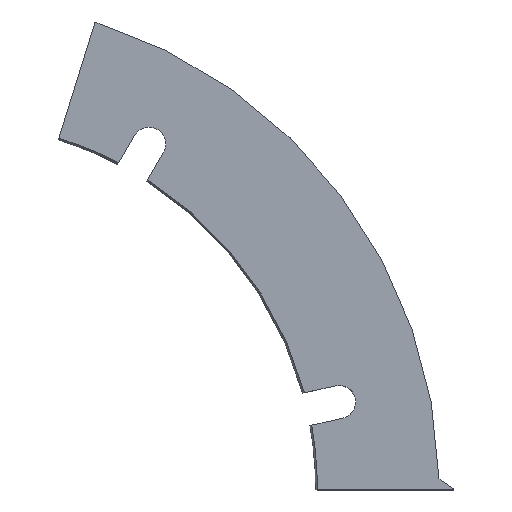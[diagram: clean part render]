
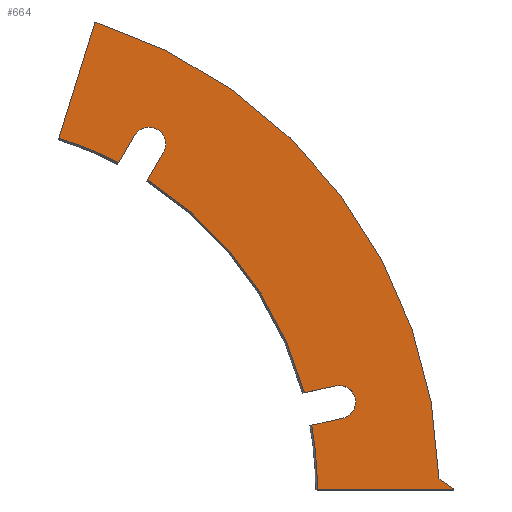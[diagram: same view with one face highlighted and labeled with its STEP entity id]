
A CAD part, top view. The second image highlights one B-rep face of the part: STEP entity #664.
In plain terms, the highlighted planar face has unit normal (0, 0, 1).
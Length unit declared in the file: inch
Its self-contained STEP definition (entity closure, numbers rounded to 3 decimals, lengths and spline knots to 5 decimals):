
#4 = DIRECTION ( 'NONE',  ( 0., 0., -1. ) ) ;
#5 = CARTESIAN_POINT ( 'NONE',  ( 6.61561, 1.4908, 0. ) ) ;
#14 = EDGE_CURVE ( 'NONE', #523, #427, #439, .T. ) ;
#15 = VECTOR ( 'NONE', #174, 39.37008 ) ;
#23 = CARTESIAN_POINT ( 'NONE',  ( 6.89689, 1.4908, 0. ) ) ;
#33 = LINE ( 'NONE', #37, #15 ) ;
#34 = DIRECTION ( 'NONE',  ( 1., 0., 0. ) ) ;
#37 = CARTESIAN_POINT ( 'NONE',  ( 8.563, 0.018, 0. ) ) ;
#38 = EDGE_CURVE ( 'NONE', #188, #670, #365, .T. ) ;
#42 = DIRECTION ( 'NONE',  ( 1., 0., 0. ) ) ;
#45 = DIRECTION ( 'NONE',  ( 0., -1., 0. ) ) ;
#48 = CARTESIAN_POINT ( 'NONE',  ( 8.563, 0.018, 0. ) ) ;
#56 = LINE ( 'NONE', #317, #245 ) ;
#60 = CIRCLE ( 'NONE', #772, 0.28128 ) ;
#62 = ORIENTED_EDGE ( 'NONE', *, *, #874, .F. ) ;
#63 = CARTESIAN_POINT ( 'NONE',  ( 2.88206, 5.54583, 0. ) ) ;
#94 = CIRCLE ( 'NONE', #520, 0.28128 ) ;
#96 = ORIENTED_EDGE ( 'NONE', *, *, #444, .T. ) ;
#97 = VERTEX_POINT ( 'NONE', #414 ) ;
#109 = EDGE_CURVE ( 'NONE', #169, #715, #94, .T. ) ;
#112 = DIRECTION ( 'NONE',  ( -0.976, -0.22, 0. ) ) ;
#127 = DIRECTION ( 'NONE',  ( 1., 0., 0. ) ) ;
#136 = CARTESIAN_POINT ( 'NONE',  ( 6.55377, 1.7652, 0. ) ) ;
#137 = CIRCLE ( 'NONE', #319, 6.25 ) ;
#143 = DIRECTION ( 'NONE',  ( 0., 0., 1. ) ) ;
#155 = ORIENTED_EDGE ( 'NONE', *, *, #624, .F. ) ;
#158 = DIRECTION ( 'NONE',  ( 0., 0., -1. ) ) ;
#161 = DIRECTION ( 'NONE',  ( -0.501, -0.866, 0. ) ) ;
#169 = VERTEX_POINT ( 'NONE', #408 ) ;
#174 = DIRECTION ( 'NONE',  ( -0.829, 0.559, 0. ) ) ;
#184 = LINE ( 'NONE', #48, #403 ) ;
#185 = ORIENTED_EDGE ( 'NONE', *, *, #206, .T. ) ;
#188 = VERTEX_POINT ( 'NONE', #890 ) ;
#190 = ORIENTED_EDGE ( 'NONE', *, *, #269, .F. ) ;
#193 = CARTESIAN_POINT ( 'NONE',  ( 6.67744, 1.2164, 0. ) ) ;
#200 = ORIENTED_EDGE ( 'NONE', *, *, #363, .T. ) ;
#201 = DIRECTION ( 'NONE',  ( 0., 0., 1. ) ) ;
#203 = EDGE_CURVE ( 'NONE', #910, #554, #736, .T. ) ;
#206 = EDGE_CURVE ( 'NONE', #227, #453, #336, .T. ) ;
#212 = CARTESIAN_POINT ( 'NONE',  ( 0., 0., 0. ) ) ;
#222 = AXIS2_PLACEMENT_3D ( 'NONE', #341, #201, #42 ) ;
#227 = VERTEX_POINT ( 'NONE', #471 ) ;
#238 = AXIS2_PLACEMENT_3D ( 'NONE', #675, #669, #34 ) ;
#242 = ORIENTED_EDGE ( 'NONE', *, *, #14, .T. ) ;
#245 = VECTOR ( 'NONE', #407, 39.37008 ) ;
#249 = DIRECTION ( 'NONE',  ( 1., 0., 0. ) ) ;
#252 = ORIENTED_EDGE ( 'NONE', *, *, #38, .T. ) ;
#255 = DIRECTION ( 'NONE',  ( 0., 0., 1. ) ) ;
#269 = EDGE_CURVE ( 'NONE', #97, #554, #184, .T. ) ;
#271 = VERTEX_POINT ( 'NONE', #810 ) ;
#274 = DIRECTION ( 'NONE',  ( 0., 0., 1. ) ) ;
#276 = CARTESIAN_POINT ( 'NONE',  ( 6.0291, 1.64696, 0. ) ) ;
#283 = EDGE_CURVE ( 'NONE', #227, #509, #808, .T. ) ;
#305 = ORIENTED_EDGE ( 'NONE', *, *, #834, .T. ) ;
#307 = CIRCLE ( 'NONE', #881, 6.25 ) ;
#317 = CARTESIAN_POINT ( 'NONE',  ( 6.55377, 1.7652, 0. ) ) ;
#319 = AXIS2_PLACEMENT_3D ( 'NONE', #212, #4, #497 ) ;
#324 = EDGE_CURVE ( 'NONE', #97, #188, #33, .T. ) ;
#325 = LINE ( 'NONE', #748, #526 ) ;
#331 = CARTESIAN_POINT ( 'NONE',  ( 6.61561, 1.4908, 0. ) ) ;
#334 = CARTESIAN_POINT ( 'NONE',  ( 0., 0., 0. ) ) ;
#335 = DIRECTION ( 'NONE',  ( 0.298, 0.955, 0. ) ) ;
#336 = LINE ( 'NONE', #193, #908 ) ;
#338 = VECTOR ( 'NONE', #353, 39.37008 ) ;
#341 = CARTESIAN_POINT ( 'NONE',  ( 3.39474, 5.87065, 0. ) ) ;
#346 = EDGE_CURVE ( 'NONE', #271, #670, #325, .T. ) ;
#353 = DIRECTION ( 'NONE',  ( -0.501, -0.866, 0. ) ) ;
#363 = EDGE_CURVE ( 'NONE', #169, #523, #619, .T. ) ;
#365 = CIRCLE ( 'NONE', #479, 8.313 ) ;
#373 = AXIS2_PLACEMENT_3D ( 'NONE', #334, #411, #762 ) ;
#392 = VECTOR ( 'NONE', #249, 39.37008 ) ;
#403 = VECTOR ( 'NONE', #45, 39.37008 ) ;
#407 = DIRECTION ( 'NONE',  ( -0.976, -0.22, 0. ) ) ;
#408 = CARTESIAN_POINT ( 'NONE',  ( 3.63824, 5.72984, 0. ) ) ;
#411 = DIRECTION ( 'NONE',  ( 0., 0., 1. ) ) ;
#414 = CARTESIAN_POINT ( 'NONE',  ( 8.563, 0.018, 0. ) ) ;
#416 = VERTEX_POINT ( 'NONE', #136 ) ;
#424 = VERTEX_POINT ( 'NONE', #63 ) ;
#427 = VERTEX_POINT ( 'NONE', #276 ) ;
#430 = CARTESIAN_POINT ( 'NONE',  ( 6.25, 0., 0. ) ) ;
#435 = LINE ( 'NONE', #443, #646 ) ;
#439 = CIRCLE ( 'NONE', #238, 6.25 ) ;
#443 = CARTESIAN_POINT ( 'NONE',  ( 3.14837, 6.00637, 0. ) ) ;
#444 = EDGE_CURVE ( 'NONE', #271, #424, #137, .T. ) ;
#445 = ORIENTED_EDGE ( 'NONE', *, *, #109, .F. ) ;
#453 = VERTEX_POINT ( 'NONE', #780 ) ;
#471 = CARTESIAN_POINT ( 'NONE',  ( 6.67744, 1.2164, 0. ) ) ;
#479 = AXIS2_PLACEMENT_3D ( 'NONE', #892, #255, #538 ) ;
#485 = CARTESIAN_POINT ( 'NONE',  ( 3.14837, 6.00637, 0. ) ) ;
#497 = DIRECTION ( 'NONE',  ( 1., 0., 0. ) ) ;
#509 = VERTEX_POINT ( 'NONE', #23 ) ;
#520 = AXIS2_PLACEMENT_3D ( 'NONE', #557, #274, #127 ) ;
#523 = VERTEX_POINT ( 'NONE', #787 ) ;
#526 = VECTOR ( 'NONE', #335, 39.37008 ) ;
#538 = DIRECTION ( 'NONE',  ( 1., 0., 0. ) ) ;
#550 = DIRECTION ( 'NONE',  ( 1., 0., 0. ) ) ;
#554 = VERTEX_POINT ( 'NONE', #855 ) ;
#557 = CARTESIAN_POINT ( 'NONE',  ( 3.39474, 5.87065, 0. ) ) ;
#568 = CARTESIAN_POINT ( 'NONE',  ( 0., 0., 0. ) ) ;
#592 = CARTESIAN_POINT ( 'NONE',  ( 6.219, 0., 0. ) ) ;
#596 = PLANE ( 'NONE',  #373 ) ;
#597 = AXIS2_PLACEMENT_3D ( 'NONE', #331, #663, #550 ) ;
#617 = ORIENTED_EDGE ( 'NONE', *, *, #626, .F. ) ;
#619 = LINE ( 'NONE', #840, #338 ) ;
#624 = EDGE_CURVE ( 'NONE', #416, #427, #56, .T. ) ;
#626 = EDGE_CURVE ( 'NONE', #715, #761, #704, .T. ) ;
#646 = VECTOR ( 'NONE', #161, 39.37008 ) ;
#654 = EDGE_LOOP ( 'NONE', ( #790, #96, #875, #617, #445, #200, #242, #155, #62, #858, #185, #305, #871, #190, #806, #252 ) ) ;
#663 = DIRECTION ( 'NONE',  ( 0., 0., 1. ) ) ;
#664 = ADVANCED_FACE ( 'NONE', ( #682 ), #596, .T. ) ;
#669 = DIRECTION ( 'NONE',  ( 0., 0., -1. ) ) ;
#670 = VERTEX_POINT ( 'NONE', #756 ) ;
#675 = CARTESIAN_POINT ( 'NONE',  ( 0., 0., 0. ) ) ;
#682 = FACE_OUTER_BOUND ( 'NONE', #654, .T. ) ;
#704 = CIRCLE ( 'NONE', #222, 0.28128 ) ;
#715 = VERTEX_POINT ( 'NONE', #829 ) ;
#736 = LINE ( 'NONE', #592, #392 ) ;
#748 = CARTESIAN_POINT ( 'NONE',  ( 1.85349, 5.93637, 0. ) ) ;
#756 = CARTESIAN_POINT ( 'NONE',  ( 2.47757, 7.93521, 0. ) ) ;
#761 = VERTEX_POINT ( 'NONE', #485 ) ;
#762 = DIRECTION ( 'NONE',  ( 1., 0., 0. ) ) ;
#772 = AXIS2_PLACEMENT_3D ( 'NONE', #5, #143, #783 ) ;
#780 = CARTESIAN_POINT ( 'NONE',  ( 6.15277, 1.09817, 0. ) ) ;
#783 = DIRECTION ( 'NONE',  ( 1., 0., 0. ) ) ;
#787 = CARTESIAN_POINT ( 'NONE',  ( 3.36901, 5.26425, 0. ) ) ;
#790 = ORIENTED_EDGE ( 'NONE', *, *, #346, .F. ) ;
#805 = EDGE_CURVE ( 'NONE', #761, #424, #435, .T. ) ;
#806 = ORIENTED_EDGE ( 'NONE', *, *, #324, .T. ) ;
#808 = CIRCLE ( 'NONE', #597, 0.28128 ) ;
#810 = CARTESIAN_POINT ( 'NONE',  ( 1.86273, 5.96597, 0. ) ) ;
#829 = CARTESIAN_POINT ( 'NONE',  ( 3.67602, 5.87065, 0. ) ) ;
#834 = EDGE_CURVE ( 'NONE', #453, #910, #307, .T. ) ;
#840 = CARTESIAN_POINT ( 'NONE',  ( 3.63824, 5.72984, 0. ) ) ;
#849 = DIRECTION ( 'NONE',  ( 1., 0., 0. ) ) ;
#855 = CARTESIAN_POINT ( 'NONE',  ( 8.563, 0., 0. ) ) ;
#858 = ORIENTED_EDGE ( 'NONE', *, *, #283, .F. ) ;
#871 = ORIENTED_EDGE ( 'NONE', *, *, #203, .T. ) ;
#874 = EDGE_CURVE ( 'NONE', #509, #416, #60, .T. ) ;
#875 = ORIENTED_EDGE ( 'NONE', *, *, #805, .F. ) ;
#881 = AXIS2_PLACEMENT_3D ( 'NONE', #568, #158, #849 ) ;
#890 = CARTESIAN_POINT ( 'NONE',  ( 8.31087, 0.18806, 0. ) ) ;
#892 = CARTESIAN_POINT ( 'NONE',  ( 0., 0., 0. ) ) ;
#908 = VECTOR ( 'NONE', #112, 39.37008 ) ;
#910 = VERTEX_POINT ( 'NONE', #430 ) ;
